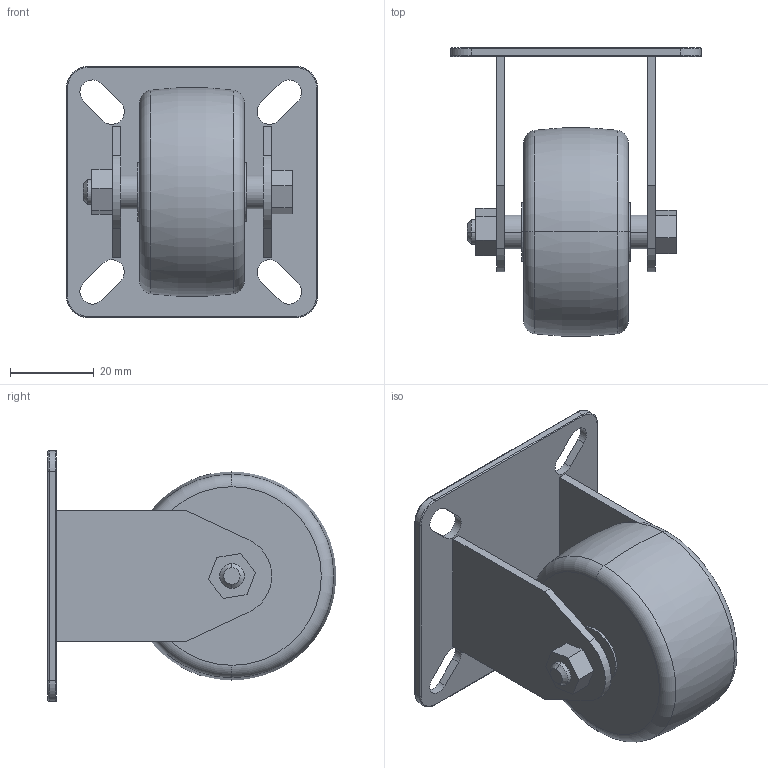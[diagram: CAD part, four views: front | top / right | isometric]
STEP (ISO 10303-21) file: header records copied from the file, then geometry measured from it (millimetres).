
FILE_DESCRIPTION (( 'STEP AP203' ), '1' );
FILE_NAME ('R2711.STEP', '2020-02-21T02:27:54', ( '' ), ( '' ), 'SwSTEP 2.0', 'SolidWorks 2013', '' );
FILE_SCHEMA (( 'CONFIG_CONTROL_DESIGN' ));
Length unit declared in the file: millimetre
Products named in the file (1): R2711
Bounding box: 60 x 68.9 x 60 mm (x, y, z)
Volume: 60935.6 mm3; surface area: 23722.2 mm2
Topology: 3 solids, 3 shells, 109 faces, 260 edges, 166 vertices
Faces by surface type: plane 49, cylinder 40, bspline 8, cone 6, torus 6
Entity records: 3465 total; most frequent: CARTESIAN_POINT 788, DIRECTION 560, ORIENTED_EDGE 520, EDGE_CURVE 260, AXIS2_PLACEMENT_3D 206, VERTEX_POINT 166, VECTOR 148, LINE 148
